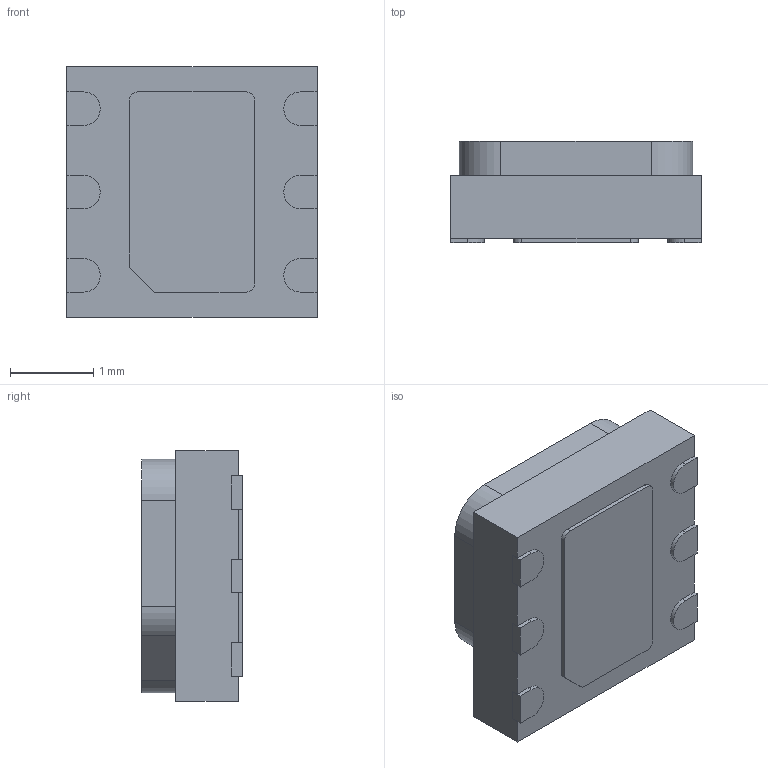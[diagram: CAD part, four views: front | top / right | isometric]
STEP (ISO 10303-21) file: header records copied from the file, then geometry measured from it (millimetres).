
FILE_DESCRIPTION (( 'STEP AP214' ), '1' );
FILE_NAME ('SI7021-A20-IM1.STEP', '2021-09-14T18:45:55', ( '' ), ( '' ), 'SwSTEP 2.0', 'SolidWorks 2017', '' );
FILE_SCHEMA (( 'AUTOMOTIVE_DESIGN' ));
Length unit declared in the file: millimetre
Products named in the file (1): SI7021-A20-IM1
Bounding box: 3 x 1.21 x 3 mm (x, y, z)
Volume: 10 mm3; surface area: 62.1 mm2
Topology: 11 solids, 11 shells, 111 faces, 258 edges, 172 vertices
Faces by surface type: plane 80, cylinder 27, cone 4
Entity records: 3278 total; most frequent: DIRECTION 544, CARTESIAN_POINT 542, ORIENTED_EDGE 516, EDGE_CURVE 258, LINE 196, VECTOR 196, AXIS2_PLACEMENT_3D 174, VERTEX_POINT 172
